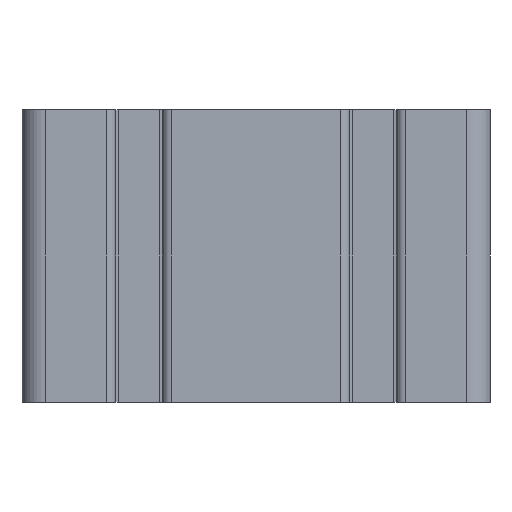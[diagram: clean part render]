
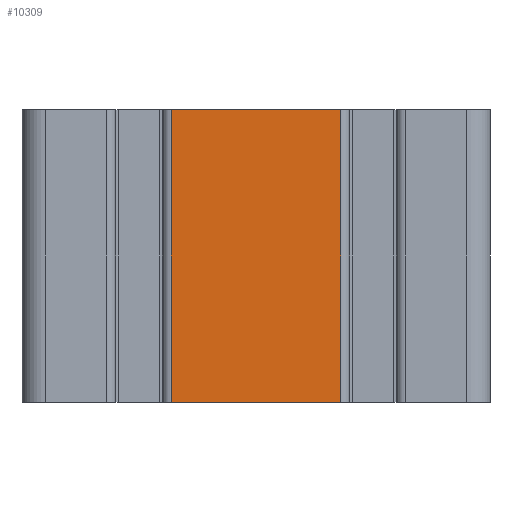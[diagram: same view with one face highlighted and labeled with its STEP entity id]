
A CAD part, left-side view. The second image highlights one B-rep face of the part: STEP entity #10309.
In plain terms, the highlighted planar face has unit normal (-1, 0, 0).
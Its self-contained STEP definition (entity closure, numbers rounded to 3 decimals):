
#130 = CARTESIAN_POINT ( 'NONE',  ( -40., -14.5, 25. ) ) ;
#222 = VERTEX_POINT ( 'NONE', #7041 ) ;
#540 = LINE ( 'NONE', #5730, #3235 ) ;
#678 = VERTEX_POINT ( 'NONE', #10152 ) ;
#1289 = FACE_OUTER_BOUND ( 'NONE', #11337, .T. ) ;
#1473 = ORIENTED_EDGE ( 'NONE', *, *, #5845, .F. ) ;
#1889 = VERTEX_POINT ( 'NONE', #5129 ) ;
#2301 = LINE ( 'NONE', #9436, #10013 ) ;
#2450 = DIRECTION ( 'NONE',  ( 0., -1., 0. ) ) ;
#2509 = LINE ( 'NONE', #8545, #2613 ) ;
#2525 = EDGE_CURVE ( 'NONE', #222, #7611, #2301, .T. ) ;
#2613 = VECTOR ( 'NONE', #2450, 1000. ) ;
#2997 = AXIS2_PLACEMENT_3D ( 'NONE', #6762, #10254, #3987 ) ;
#3006 = CARTESIAN_POINT ( 'NONE',  ( -40., 14.5, -25. ) ) ;
#3133 = EDGE_CURVE ( 'NONE', #222, #678, #9859, .T. ) ;
#3235 = VECTOR ( 'NONE', #6724, 1000. ) ;
#3705 = DIRECTION ( 'NONE',  ( 0., -1., 0. ) ) ;
#3987 = DIRECTION ( 'NONE',  ( 0., 0., -1. ) ) ;
#4549 = ORIENTED_EDGE ( 'NONE', *, *, #9705, .T. ) ;
#4964 = DIRECTION ( 'NONE',  ( 0., 0., -1. ) ) ;
#5129 = CARTESIAN_POINT ( 'NONE',  ( -40., -14.5, -25. ) ) ;
#5730 = CARTESIAN_POINT ( 'NONE',  ( -40., -14.5, 25. ) ) ;
#5816 = ORIENTED_EDGE ( 'NONE', *, *, #3133, .F. ) ;
#5845 = EDGE_CURVE ( 'NONE', #678, #1889, #540, .T. ) ;
#5890 = PLANE ( 'NONE',  #2997 ) ;
#6724 = DIRECTION ( 'NONE',  ( 0., 0., -1. ) ) ;
#6762 = CARTESIAN_POINT ( 'NONE',  ( -40., -14.5, 25. ) ) ;
#7041 = CARTESIAN_POINT ( 'NONE',  ( -40., 14.5, 25. ) ) ;
#7611 = VERTEX_POINT ( 'NONE', #3006 ) ;
#8503 = VECTOR ( 'NONE', #3705, 1000. ) ;
#8545 = CARTESIAN_POINT ( 'NONE',  ( -40., -14.5, -25. ) ) ;
#9436 = CARTESIAN_POINT ( 'NONE',  ( -40., 14.5, 25. ) ) ;
#9613 = ORIENTED_EDGE ( 'NONE', *, *, #2525, .T. ) ;
#9705 = EDGE_CURVE ( 'NONE', #7611, #1889, #2509, .T. ) ;
#9859 = LINE ( 'NONE', #130, #8503 ) ;
#10013 = VECTOR ( 'NONE', #4964, 1000. ) ;
#10152 = CARTESIAN_POINT ( 'NONE',  ( -40., -14.5, 25. ) ) ;
#10254 = DIRECTION ( 'NONE',  ( 1., 0., 0. ) ) ;
#10309 = ADVANCED_FACE ( 'NONE', ( #1289 ), #5890, .F. ) ;
#11337 = EDGE_LOOP ( 'NONE', ( #4549, #1473, #5816, #9613 ) ) ;
